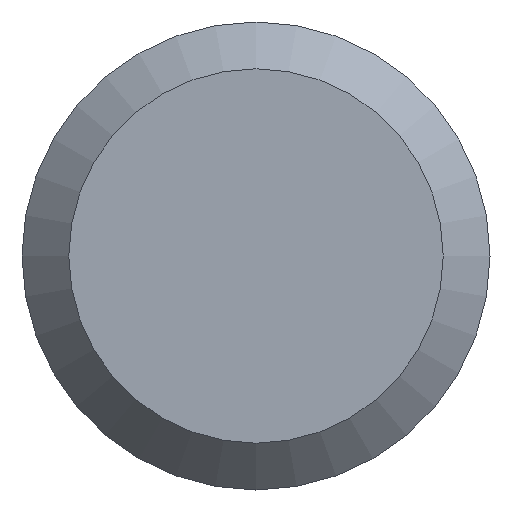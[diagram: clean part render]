
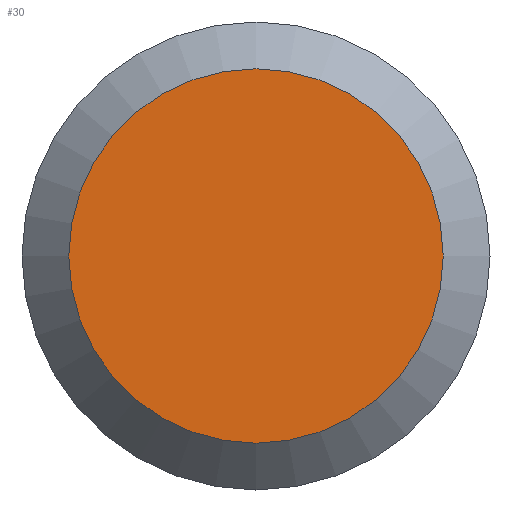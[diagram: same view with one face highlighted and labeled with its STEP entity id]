
A CAD part, left-side view. The second image highlights one B-rep face of the part: STEP entity #30.
In plain terms, the highlighted planar face has unit normal (-1, 0, 0).
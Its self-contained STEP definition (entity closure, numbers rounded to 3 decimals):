
#6 = DIRECTION ( 'NONE',  ( 1., 0., 0. ) ) ;
#12 = AXIS2_PLACEMENT_3D ( 'NONE', #47, #6, #65 ) ;
#22 = DIRECTION ( 'NONE',  ( 0., 0., -1. ) ) ;
#24 = DIRECTION ( 'NONE',  ( -1., 0., 0. ) ) ;
#30 = ADVANCED_FACE ( 'NONE', ( #197 ), #43, .F. ) ;
#43 = PLANE ( 'NONE',  #12 ) ;
#47 = CARTESIAN_POINT ( 'NONE',  ( 0., 4.55, 0. ) ) ;
#65 = DIRECTION ( 'NONE',  ( 0., 0., -1. ) ) ;
#71 = EDGE_LOOP ( 'NONE', ( #171 ) ) ;
#111 = CARTESIAN_POINT ( 'NONE',  ( 0., 0., 0. ) ) ;
#129 = CARTESIAN_POINT ( 'NONE',  ( 0., 0., -3.64 ) ) ;
#154 = EDGE_CURVE ( 'NONE', #176, #176, #180, .T. ) ;
#171 = ORIENTED_EDGE ( 'NONE', *, *, #154, .T. ) ;
#176 = VERTEX_POINT ( 'NONE', #129 ) ;
#180 = CIRCLE ( 'NONE', #187, 3.64 ) ;
#187 = AXIS2_PLACEMENT_3D ( 'NONE', #111, #24, #22 ) ;
#197 = FACE_OUTER_BOUND ( 'NONE', #71, .T. ) ;
